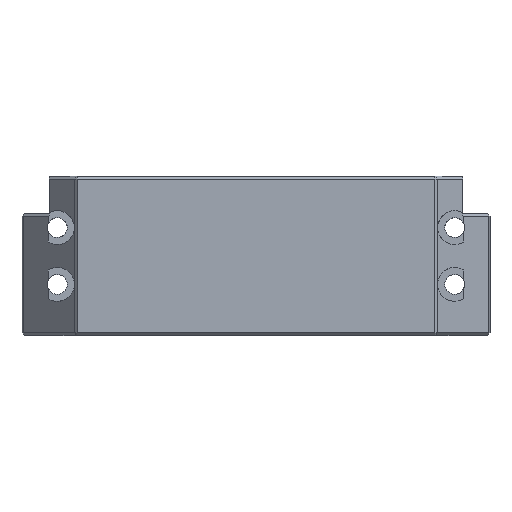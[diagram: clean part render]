
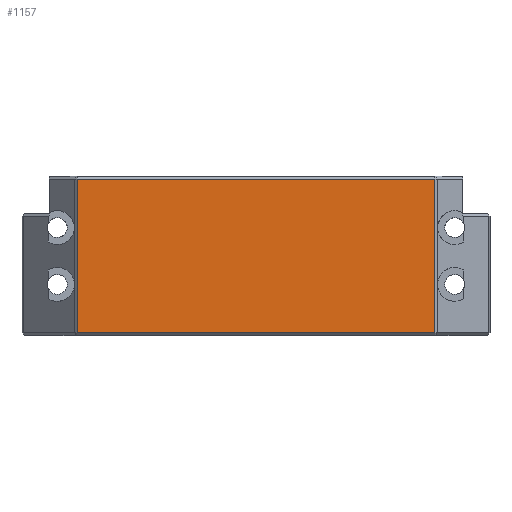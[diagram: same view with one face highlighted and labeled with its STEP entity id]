
A CAD part, top view. The second image highlights one B-rep face of the part: STEP entity #1157.
In plain terms, the highlighted planar face has unit normal (0, 0, 1).
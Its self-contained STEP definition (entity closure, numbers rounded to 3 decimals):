
#99=FACE_OUTER_BOUND('',#167,.T.);
#167=EDGE_LOOP('',(#934,#935,#936,#937));
#224=LINE('',#1690,#360);
#228=LINE('',#1699,#364);
#239=LINE('',#1720,#375);
#241=LINE('',#1723,#377);
#360=VECTOR('',#1350,10.);
#364=VECTOR('',#1358,10.);
#375=VECTOR('',#1377,10.);
#377=VECTOR('',#1381,10.);
#481=VERTEX_POINT('',#1666);
#488=VERTEX_POINT('',#1685);
#489=VERTEX_POINT('',#1692);
#497=VERTEX_POINT('',#1715);
#597=EDGE_CURVE('',#481,#488,#224,.T.);
#601=EDGE_CURVE('',#489,#481,#228,.T.);
#612=EDGE_CURVE('',#488,#497,#239,.T.);
#614=EDGE_CURVE('',#497,#489,#241,.T.);
#934=ORIENTED_EDGE('',*,*,#597,.F.);
#935=ORIENTED_EDGE('',*,*,#601,.F.);
#936=ORIENTED_EDGE('',*,*,#614,.F.);
#937=ORIENTED_EDGE('',*,*,#612,.F.);
#1099=PLANE('',#1253);
#1157=ADVANCED_FACE('',(#99),#1099,.T.);
#1253=AXIS2_PLACEMENT_3D('',#1876,#1524,#1525);
#1350=DIRECTION('',(-1.,0.,0.));
#1358=DIRECTION('',(0.,-1.,0.));
#1377=DIRECTION('',(0.,1.,0.));
#1381=DIRECTION('',(1.,0.,0.));
#1524=DIRECTION('center_axis',(0.,0.,1.));
#1525=DIRECTION('ref_axis',(1.,0.,0.));
#1666=CARTESIAN_POINT('',(31.5,-27.5,83.5));
#1685=CARTESIAN_POINT('',(-31.5,-27.5,83.5));
#1690=CARTESIAN_POINT('',(-16.,-27.5,83.5));
#1692=CARTESIAN_POINT('',(31.5,-0.5,83.5));
#1699=CARTESIAN_POINT('',(31.5,-28.,83.5));
#1715=CARTESIAN_POINT('',(-31.5,-0.5,83.5));
#1720=CARTESIAN_POINT('',(-31.5,-28.,83.5));
#1723=CARTESIAN_POINT('',(-16.,-0.5,83.5));
#1876=CARTESIAN_POINT('Origin',(-32.,-28.,83.5));
